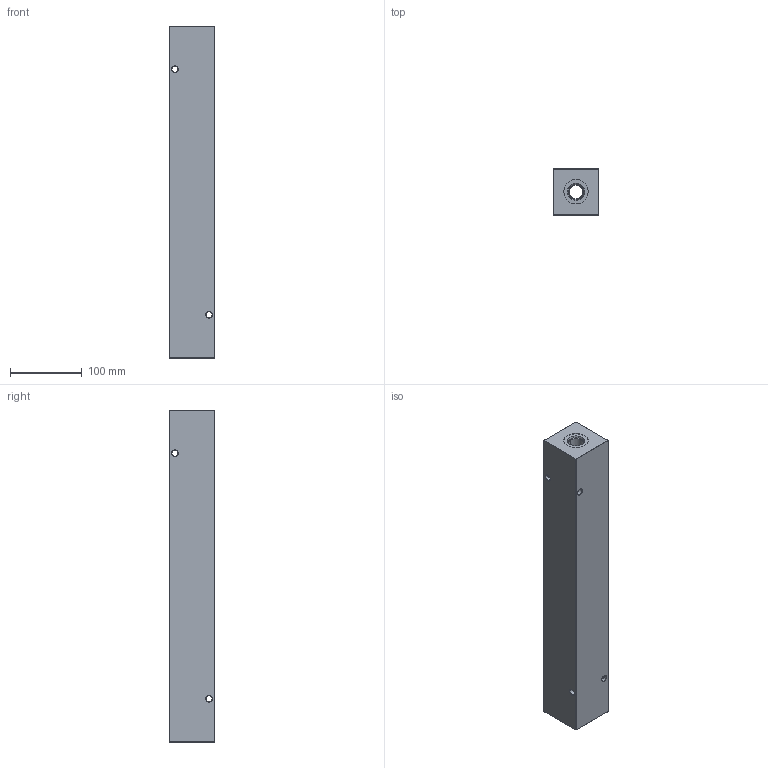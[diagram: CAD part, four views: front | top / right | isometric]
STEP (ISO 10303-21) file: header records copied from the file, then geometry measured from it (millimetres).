
FILE_DESCRIPTION (( 'STEP AP203' ), '1' );
FILE_NAME ('HM-8-0-S-10-6.STEP', '2020-10-01T21:00:33', ( '' ), ( '' ), 'SwSTEP 2.0', 'SolidWorks 2019', '' );
FILE_SCHEMA (( 'CONFIG_CONTROL_DESIGN' ));
Length unit declared in the file: inch
Products named in the file (1): HM-8-0-S-10-6
Bounding box: 63.5 x 63.5 x 463.55 mm (x, y, z)
Volume: 1693220.5 mm3; surface area: 164278.8 mm2
Topology: 1 solids, 1 shells, 585 faces, 1495 edges, 956 vertices
Faces by surface type: plane 232, bspline 203, cone 76, cylinder 74
Entity records: 28176 total; most frequent: CARTESIAN_POINT 15272, ORIENTED_EDGE 2990, DIRECTION 1989, EDGE_CURVE 1495, VERTEX_POINT 956, LINE 859, VECTOR 859, EDGE_LOOP 659
